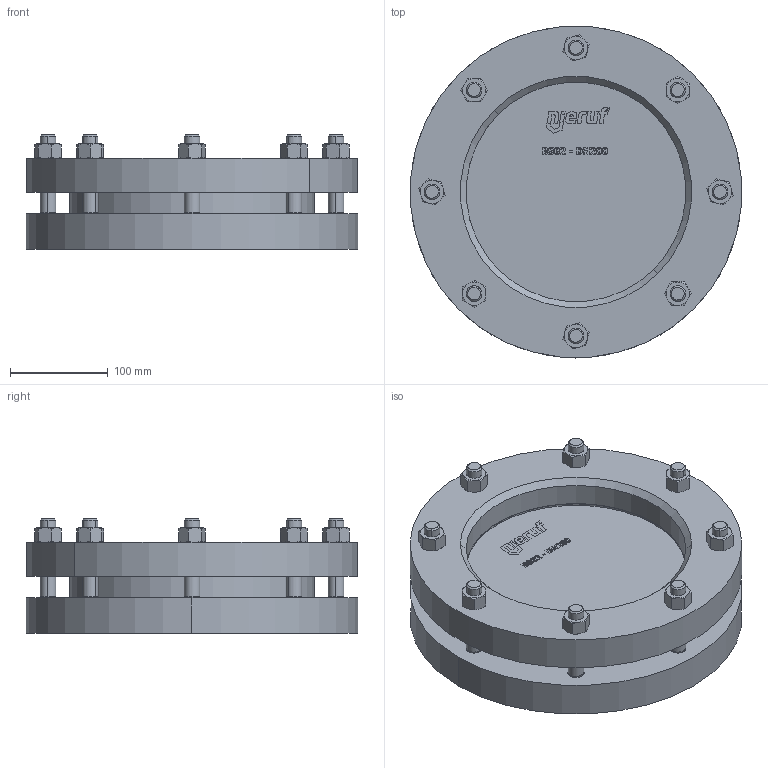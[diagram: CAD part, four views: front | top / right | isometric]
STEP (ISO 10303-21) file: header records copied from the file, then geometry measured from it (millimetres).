
FILE_DESCRIPTION (( 'STEP AP214' ), '1' );
FILE_NAME ('BS02_14_Behälter-Schauglas.STEP', '2020-06-30T13:40:12', ( '' ), ( '' ), 'SwSTEP 2.0', 'SolidWorks 2020', '' );
FILE_SCHEMA (( 'AUTOMOTIVE_DESIGN' ));
Length unit declared in the file: millimetre
Products named in the file (7): BS02-03-14_Flachdichtung; BS02-02-14_Deckelflansch; BS02_14_Behälter-Schauglas; BS02-01-14_Grundflansch; DIN_938_M16x80_Stiftschraube; hex nut style 1 gradeab_din_Hexagon Nut ISO 4032 - M16 - D - N; BS02-03-14_Glasplatte
Assembly tree (21 placements, depth 2):
  BS02_14_Behälter-Schauglas
    BS02-01-14_Grundflansch
    BS02-02-14_Deckelflansch
    BS02-03-14_Glasplatte
    BS02-03-14_Flachdichtung  x2
    DIN_938_M16x80_Stiftschraube  x8
    hex nut style 1 gradeab_din_Hexagon Nut ISO 4032 - M16 - D - N  x8
Bounding box: 340 x 340 x 117 mm (x, y, z)
Volume: 4996787.9 mm3; surface area: 571400.8 mm2
Topology: 21 solids, 21 shells, 744 faces, 1709 edges, 1042 vertices
Faces by surface type: cone 244, plane 236, cylinder 172, bspline 92
Entity records: 16615 total; most frequent: CARTESIAN_POINT 6785, ORIENTED_EDGE 2022, DIRECTION 1709, EDGE_CURVE 1011, VERTEX_POINT 656, AXIS2_PLACEMENT_3D 572, VECTOR 565, LINE 565
